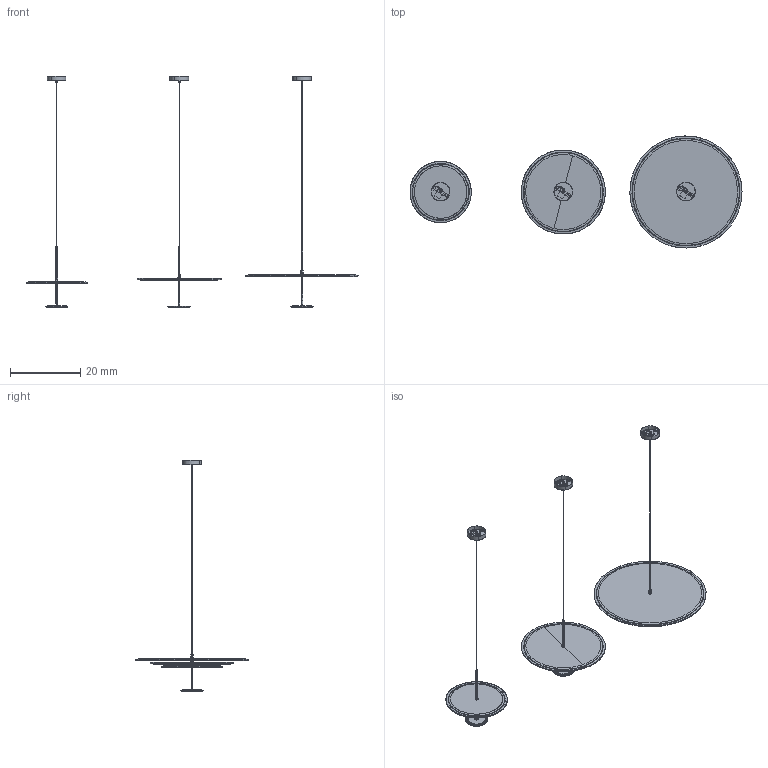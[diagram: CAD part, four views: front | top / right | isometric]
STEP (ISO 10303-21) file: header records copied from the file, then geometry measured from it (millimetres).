
FILE_DESCRIPTION(/* description */ (''),/* implementation_level */ '2;1');
FILE_NAME(/* name */ 'Sky Sound, Family',/* time_stamp */ '2020-08-28T17:21:28-07:00',/* author */ (''),/* organization */ (''),/* preprocessor_version */ 'ST-DEVELOPER v16.5',/* originating_system */ '',/* authorisation */ '');
FILE_SCHEMA (('AUTOMOTIVE_DESIGN'));
Products named in the file (89): Document; Document53; _M6000.stp.STEP7; 0-0.stp.STEP24; _0001.stp.STEP50; Block 019; 0005.stp.STEP48; BOLA_CANOPY_125.stp.STEP14; 0002.stp.STEP16; 0.stp.STEP18; Bola, Canopy, 2C, Mount Bracket.STEP20; CLO-0511 Cielo Reflector-LI01.step.STEP22; CLO-2002 Cielo Lens.step.STEP46; ULight, Pendant , Diffuser Lens Upper.step.STEP5; CLO-2003 Cielo Inner Ring.step.STEP28; ULight, Pendant , Diffuser Lens Adhesive.step.STEP30; ULight, Pendant Strainrelief.step.STEP32; ULight, Pendant LGP.step.STEP34; ULight, Pendant Head Connector.step.STEP36; Bola Canopy, 2C, Canopy Cover Nut, v2.STEP38; Bola, Cable.STEP40; ULight, Post Extension_17_ Post, Smooth.STEP42; SKY Pendant, Heat Sink, v2_Visual Reduction.STEP44; Pablo Designs SKY Pendant, Sound, Shade, Felt 32; Sky Pendant, Shade, Clamp, v3, 07172052; Sky Pendant, Shade, Clamp, v3, 071720.STEP51; Sky Pendant, Shade, Clamp, v3, 071720.STEP.STEP49; SKY, Shade, Clamp Assembly, Bottom, v3.STEP.STEP23; SKY, Shade, Clamp Assembly, Top, v3_M5 Set Screw, 1.5mm.STEP.STEP12; Sky Pendant, Set Screw, M5x4mm_Sharp Tip.STEP.STEP26; CLO-2003 Cielo Inner Ring.step.STEP; ULight, Pendant Diffuser Lower.step.STEP; ULight, Pendant , Diffuser Lens Adhesive.step.STEP; ULight, Pendant Strainrelief.step.STEP; ULight, Pendant LED Board Upper.step.STEP; ULight, Pendant Head Connector.step.STEP; CLO-0511 Cielo Reflector-LI01.step.STEP; CLO-2002 Cielo Lens.step.STEP; ULight, Pendant , Diffuser Lens Upper.step.STEP; 0002.stp.STEP ...
Assembly tree (91 placements, depth 6):
  Document
    Document53
      _M6000.stp.STEP7  x2
      0-0.stp.STEP24
      _0001.stp.STEP50
        Block 019
      0005.stp.STEP48
      BOLA_CANOPY_125.stp.STEP14
      0002.stp.STEP16
      0.stp.STEP18
      Bola, Canopy, 2C, Mount Bracket.STEP20
      CLO-0511 Cielo Reflector-LI01.step.STEP22
      CLO-2002 Cielo Lens.step.STEP46
      ULight, Pendant , Diffuser Lens Upper.step.STEP5
      CLO-2003 Cielo Inner Ring.step.STEP28
      ULight, Pendant , Diffuser Lens Adhesive.step.STEP30
      ULight, Pendant Strainrelief.step.STEP32
      ULight, Pendant LGP.step.STEP34
      ULight, Pendant Head Connector.step.STEP36
      Bola Canopy, 2C, Canopy Cover Nut, v2.STEP38
      Bola, Cable.STEP40
      ULight, Post Extension_17_ Post, Smooth.STEP42
      SKY Pendant, Heat Sink, v2_Visual Reduction.STEP44
      Pablo Designs SKY Pendant, Sound, Shade, Felt 32
      Sky Pendant, Shade, Clamp, v3, 07172052
        Sky Pendant, Shade, Clamp, v3, 071720.STEP51
          Sky Pendant, Shade, Clamp, v3, 071720.STEP.STEP49
            SKY, Shade, Clamp Assembly, Bottom, v3.STEP.STEP23
            SKY, Shade, Clamp Assembly, Top, v3_M5 Set Screw, 1.5mm.STEP.STEP12
            Sky Pendant, Set Screw, M5x4mm_Sharp Tip.STEP.STEP26
    Document
      CLO-2003 Cielo Inner Ring.step.STEP
      ULight, Pendant Diffuser Lower.step.STEP
      ULight, Pendant , Diffuser Lens Adhesive.step.STEP
      ULight, Pendant Strainrelief.step.STEP
      ULight, Pendant LED Board Upper.step.STEP
      ULight, Pendant Head Connector.step.STEP
      CLO-0511 Cielo Reflector-LI01.step.STEP
      CLO-2002 Cielo Lens.step.STEP
      ULight, Pendant , Diffuser Lens Upper.step.STEP
      0002.stp.STEP
      0.stp.STEP
      0005.stp.STEP
      _M6000.stp.STEP  x2
      0-0.stp.STEP
      BOLA_CANOPY_125.stp.STEP
      _0001.stp.STEP
        Block 01
      Bola, Canopy, 2C, Mount Bracket.STEP
      Bola, Cable.STEP
      ULight, Post Extension_17_ Post, Smooth.STEP
      SKY Pendant, Heat Sink, v2_Visual Reduction.STEP
      Bola Canopy, 2C, Canopy Cover Nut, v2.STEP
      Sky Pendant, Shade, Clamp, v3, 071720
        Sky Pendant, Shade, Clamp, v3, 071720.STEP
          Sky Pendant, Shade, Clamp, v3, 071720.STEP.STEP
            SKY, Shade, Clamp Assembly, Bottom, v3.STEP.STEP
            SKY, Shade, Clamp Assembly, Top, v3_M5 Set Screw, 1.5mm.STEP.STEP
            Sky Pendant, Set Screw, M5x4mm_Sharp Tip.STEP.STEP
      Pablo Designs SKY Pendant, Sound, Shade, Felt 17.5
Bounding box: 94.75 x 32 x 66.05 mm (x, y, z)
Volume: 841.1 mm3; surface area: 10319.2 mm2
Topology: 82 solids, 124 shells, 3244 faces, 8371 edges, 5367 vertices
Faces by surface type: plane 1689, bspline 1555
Entity records: 171704 total; most frequent: CARTESIAN_POINT 118364, ORIENTED_EDGE 16013, EDGE_CURVE 8098, B_SPLINE_CURVE_WITH_KNOTS 6022, VERTEX_POINT 5205, EDGE_LOOP 3387, ADVANCED_FACE 3151, FACE_OUTER_BOUND 3151
